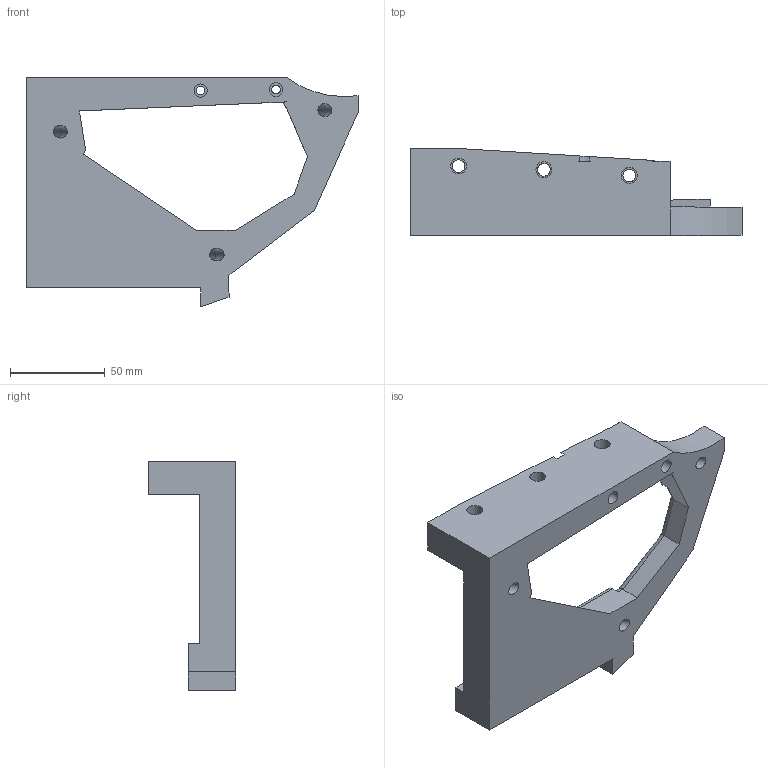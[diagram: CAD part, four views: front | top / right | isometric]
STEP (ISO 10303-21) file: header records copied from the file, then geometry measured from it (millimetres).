
FILE_DESCRIPTION(/* description */ (''),/* implementation_level */ '2;1');
FILE_NAME(/* name */ 'NextGen Airbox.step',/* time_stamp */ '2020-09-16T21:14:17-07:00',/* author */ (''),/* organization */ (''),/* preprocessor_version */ 'ST-DEVELOPER v18.1',/* originating_system */ 'Autodesk Translation Framework v9.3.0.1241',/* authorisation */ '');
FILE_SCHEMA (('AUTOMOTIVE_DESIGN { 1 0 10303 214 3 1 1 }'));
Length unit declared in the file: millimetre
Products named in the file (1): NextGen Airbox ver2
Bounding box: 175 x 46 x 120.96 mm (x, y, z)
Volume: 198852.3 mm3; surface area: 51271.8 mm2
Topology: 1 solids, 1 shells, 93 faces, 237 edges, 152 vertices
Faces by surface type: plane 55, cylinder 36, sphere 2
Full cylindrical faces by diameter (mm): 4.5 x2, 6.7 x7, 7 x1, 7.2 x1, 8.4 x7
Entity records: 2901 total; most frequent: CARTESIAN_POINT 518, DIRECTION 494, ORIENTED_EDGE 474, EDGE_CURVE 237, AXIS2_PLACEMENT_3D 166, LINE 162, VECTOR 162, VERTEX_POINT 152
